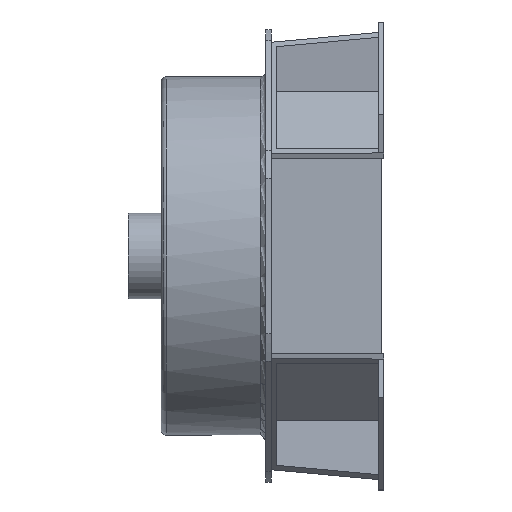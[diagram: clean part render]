
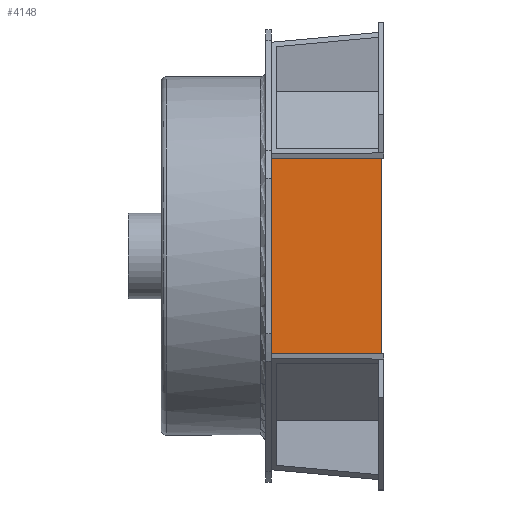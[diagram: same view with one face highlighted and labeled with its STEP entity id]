
A CAD part, left-side view. The second image highlights one B-rep face of the part: STEP entity #4148.
In plain terms, the highlighted planar face has unit normal (-1, 0, 0).
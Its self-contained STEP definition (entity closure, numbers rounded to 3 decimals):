
#294=FACE_OUTER_BOUND('',#527,.T.);
#527=EDGE_LOOP('',(#2811,#2812,#2813,#2814));
#851=LINE('',#6052,#1320);
#864=LINE('',#6078,#1333);
#866=LINE('',#6082,#1335);
#867=LINE('',#6083,#1336);
#1320=VECTOR('',#4815,130.714);
#1333=VECTOR('',#4832,73.571);
#1335=VECTOR('',#4836,73.571);
#1336=VECTOR('',#4837,130.714);
#1789=VERTEX_POINT('',#6049);
#1790=VERTEX_POINT('',#6051);
#1801=VERTEX_POINT('',#6077);
#1802=VERTEX_POINT('',#6081);
#2185=EDGE_CURVE('',#1790,#1789,#851,.T.);
#2198=EDGE_CURVE('',#1801,#1790,#864,.T.);
#2200=EDGE_CURVE('',#1802,#1789,#866,.T.);
#2201=EDGE_CURVE('',#1801,#1802,#867,.T.);
#2811=ORIENTED_EDGE('',*,*,#2200,.F.);
#2812=ORIENTED_EDGE('',*,*,#2201,.F.);
#2813=ORIENTED_EDGE('',*,*,#2198,.T.);
#2814=ORIENTED_EDGE('',*,*,#2185,.T.);
#3976=PLANE('',#4399);
#4148=ADVANCED_FACE('',(#294),#3976,.F.);
#4399=AXIS2_PLACEMENT_3D('',#6080,#4834,#4835);
#4815=DIRECTION('',(0.,0.,1.));
#4832=DIRECTION('',(0.,-1.,0.));
#4834=DIRECTION('center_axis',(1.,0.,0.));
#4835=DIRECTION('ref_axis',(0.,0.,-1.));
#4836=DIRECTION('',(0.,-1.,0.));
#4837=DIRECTION('',(0.,0.,1.));
#6049=CARTESIAN_POINT('',(-375.386,-236.597,784.499));
#6051=CARTESIAN_POINT('',(-375.386,-236.597,653.785));
#6052=CARTESIAN_POINT('',(-375.386,-236.597,653.785));
#6077=CARTESIAN_POINT('',(-375.386,-163.026,653.785));
#6078=CARTESIAN_POINT('',(-375.386,-163.026,653.785));
#6080=CARTESIAN_POINT('Origin',(-375.386,-163.026,653.785));
#6081=CARTESIAN_POINT('',(-375.386,-163.026,784.499));
#6082=CARTESIAN_POINT('',(-375.386,-163.026,784.499));
#6083=CARTESIAN_POINT('',(-375.386,-163.026,653.785));
